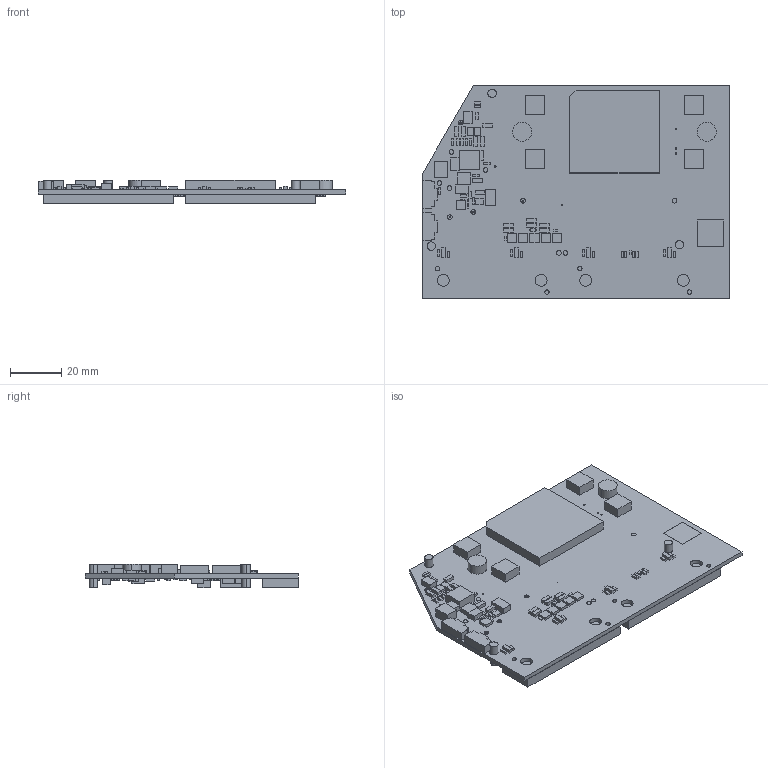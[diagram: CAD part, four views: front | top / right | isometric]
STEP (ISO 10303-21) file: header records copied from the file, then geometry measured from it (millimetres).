
FILE_DESCRIPTION(/* description */ ('PCB Design'),/* implementation_level */ '2;1');
FILE_NAME(/* name */ 'DLPLCR67EVM',/* time_stamp */ '2021-04-07T09:17:52-05:00',/* author */ ('a0225096'),/* organization */ (''),/* preprocessor_version */ 'ST-DEVELOPER v16',/* originating_system */ 'allegro_17.2P028',/* authorisation */ '');
FILE_SCHEMA (('AUTOMOTIVE_DESIGN { 1 0 10303 214 3 1 1 }'));
Length unit declared in the file: inch
Products named in the file (30): DLPLCR67EVM; BOARD_OUTLINE; COMPONENTS; PQFP24-RHL_TI; TP40_24_TH; CN150CUSTOM_REVB-MOD-NO-MH; MH256; 296RD166; BGA350-S600_LVDS_TI; FID50_SYM; ACD_ASSY_SM; TP-40; DIO-SMB; IND-LPS4018_COIL; CONN2-SMT-TSM-102-SV_SAMTEC; SOD-123-STP-REV_ST; DIO-SC-90_PAN; 0805; 1210; 0402; 0603; SOT323AVX; SOT23AVX; SOT23AVXD; CONN4-53261_MOLEX; TO-263-5-KTT_TI; SOIC8-DGK_TI; SOIC6-FDMA_FC; PQFP16-RGY_TI; SOIC24-PWP_TI
Assembly tree (239 placements, depth 3):
  DLPLCR67EVM
    BOARD_OUTLINE
    COMPONENTS
      PQFP24-RHL_TI  x2
      TP40_24_TH  x8
      CN150CUSTOM_REVB-MOD-NO-MH  x2
      MH256  x2
      296RD166  x4
      BGA350-S600_LVDS_TI
      FID50_SYM  x6
      ACD_ASSY_SM
      TP-40  x25
      DIO-SMB
      IND-LPS4018_COIL
      CONN2-SMT-TSM-102-SV_SAMTEC
      SOD-123-STP-REV_ST
      DIO-SC-90_PAN
      0805  x18
      1210  x7
      0402  x31
      0603  x109
      SOT323AVX  x2
      SOT23AVX  x5
      SOT23AVXD  x2
      CONN4-53261_MOLEX  x2
      TO-263-5-KTT_TI
      SOIC8-DGK_TI
      SOIC6-FDMA_FC
      PQFP16-RGY_TI
      SOIC24-PWP_TI
Bounding box: 120 x 83.14 x 9.36 mm (x, y, z)
Surface area: 32716.2 mm2 (no closed solid volume)
Topology: 0 solids, 238 shells, 1428 faces, 3119 edges, 1904 vertices
Faces by surface type: plane 1294, cylinder 134
Entity records: 9151 total; most frequent: ORIENTED_EDGE 1068, DIRECTION 1062, CARTESIAN_POINT 880, AXIS2_PLACEMENT_3D 832, EDGE_CURVE 587, VECTOR 467, LINE 467, VERTEX_POINT 462
